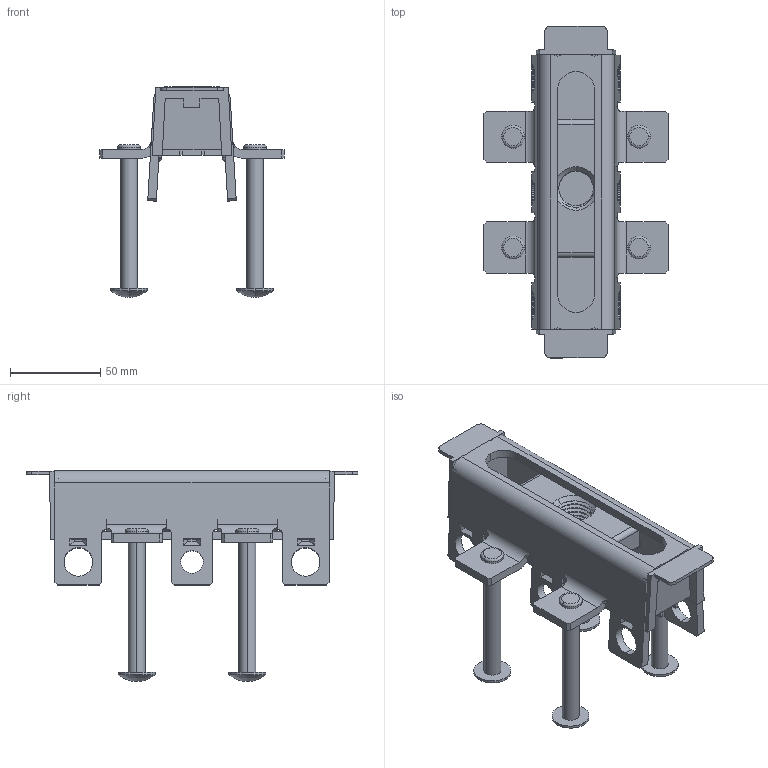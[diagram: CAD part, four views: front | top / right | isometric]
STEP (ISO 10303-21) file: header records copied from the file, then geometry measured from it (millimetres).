
FILE_DESCRIPTION (( 'STEP AP214' ), '1' );
FILE_NAME ('6045B.STEP', '2017-09-19T17:21:22', ( 'Temp' ), ( '' ), 'SwSTEP 2.0', 'SolidWorks 2010', '' );
FILE_SCHEMA (( 'AUTOMOTIVE_DESIGN' ));
Length unit declared in the file: millimetre
Products named in the file (4): PSA_6045; 3InchRectangularBlastNut; Spring; 6045B
Assembly tree (3 placements, depth 2):
  6045B
    Spring
    3InchRectangularBlastNut
    PSA_6045
Bounding box: 102.05 x 184.05 x 116.91 mm (x, y, z)
Volume: 177263.9 mm3; surface area: 96476.2 mm2
Topology: 8 solids, 8 shells, 460 faces, 1208 edges, 779 vertices
Faces by surface type: plane 275, cylinder 129, bspline 36, sphere 8, torus 8, cone 4
Entity records: 23792 total; most frequent: CARTESIAN_POINT 12426, ORIENTED_EDGE 2380, DIRECTION 2194, EDGE_CURVE 1190, VECTOR 816, LINE 816, VERTEX_POINT 779, AXIS2_PLACEMENT_3D 689
